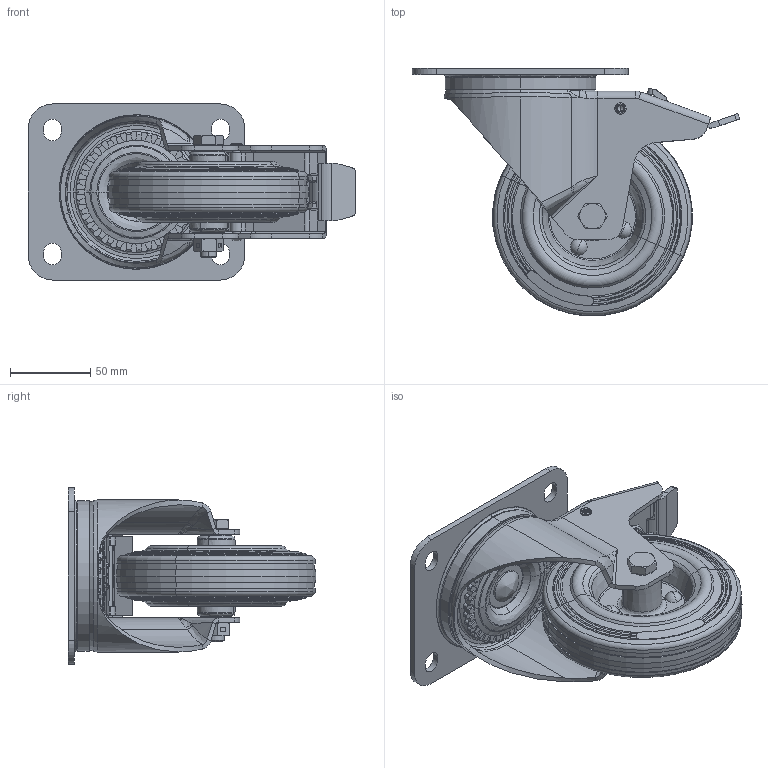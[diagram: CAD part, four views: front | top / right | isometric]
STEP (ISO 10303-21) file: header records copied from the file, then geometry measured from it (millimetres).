
FILE_DESCRIPTION (( 'STEP AP214' ), '1' );
FILE_NAME ('0040378_L-IK-SGS-125-R-3-DSN-EC-GP.STEP', '2016-07-13T08:01:26', ( '' ), ( '' ), 'SwSTEP 2.0', 'SolidWorks 2016', '' );
FILE_SCHEMA (( 'AUTOMOTIVE_DESIGN' ));
Length unit declared in the file: millimetre
Products named in the file (1): 0040378_L-IK-SGS-125-R-3-DSN-EC-GP
Bounding box: 204.41 x 154.84 x 110 mm (x, y, z)
Surface area: 203091.3 mm2 (no closed solid volume)
Topology: 0 solids, 34 shells, 1281 faces, 3321 edges, 2070 vertices
Faces by surface type: cylinder 471, plane 372, bspline 187, cone 159, torus 92
Entity records: 66102 total; most frequent: CARTESIAN_POINT 21256, DIRECTION 6558, ORIENTED_EDGE 6416, EDGE_CURVE 3299, AXIS2_PLACEMENT_3D 2608, VERTEX_POINT 2070, CIRCLE 1513, EDGE_LOOP 1370
